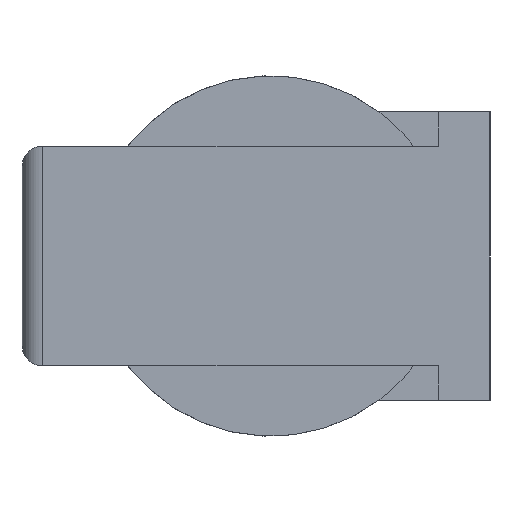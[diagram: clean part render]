
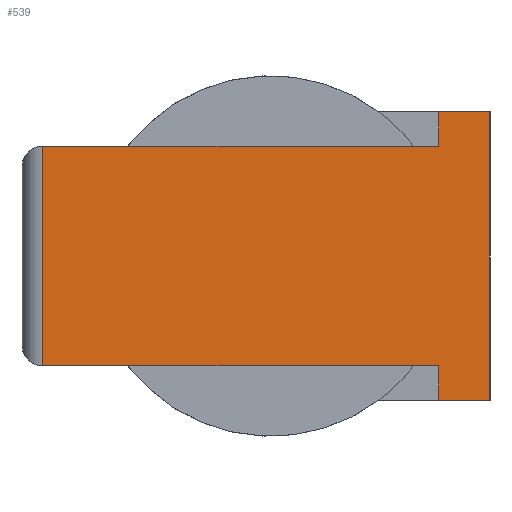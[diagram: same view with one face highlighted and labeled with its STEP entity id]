
A CAD part, left-side view. The second image highlights one B-rep face of the part: STEP entity #539.
In plain terms, the highlighted planar face has unit normal (-1, 0, 0).
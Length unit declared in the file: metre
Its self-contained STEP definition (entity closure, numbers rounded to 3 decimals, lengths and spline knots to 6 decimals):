
#19=PLANE('',#588);
#47=LINE('',#821,#105);
#51=LINE('',#830,#109);
#52=LINE('',#832,#110);
#53=LINE('',#834,#111);
#54=LINE('',#836,#112);
#55=LINE('',#837,#113);
#56=LINE('',#839,#114);
#57=LINE('',#841,#115);
#105=VECTOR('',#654,1.);
#109=VECTOR('',#660,1.);
#110=VECTOR('',#663,1.);
#111=VECTOR('',#664,1.);
#112=VECTOR('',#665,1.);
#113=VECTOR('',#666,1.);
#114=VECTOR('',#667,1.);
#115=VECTOR('',#668,1.);
#171=ORIENTED_EDGE('',*,*,#323,.F.);
#172=ORIENTED_EDGE('',*,*,#324,.T.);
#173=ORIENTED_EDGE('',*,*,#325,.T.);
#174=ORIENTED_EDGE('',*,*,#322,.T.);
#175=ORIENTED_EDGE('',*,*,#326,.T.);
#176=ORIENTED_EDGE('',*,*,#327,.F.);
#177=ORIENTED_EDGE('',*,*,#328,.F.);
#178=ORIENTED_EDGE('',*,*,#318,.T.);
#318=EDGE_CURVE('',#391,#394,#47,.T.);
#322=EDGE_CURVE('',#395,#398,#51,.T.);
#323=EDGE_CURVE('',#399,#394,#52,.T.);
#324=EDGE_CURVE('',#399,#400,#53,.T.);
#325=EDGE_CURVE('',#400,#395,#54,.T.);
#326=EDGE_CURVE('',#398,#401,#55,.T.);
#327=EDGE_CURVE('',#402,#401,#56,.T.);
#328=EDGE_CURVE('',#391,#402,#57,.T.);
#391=VERTEX_POINT('',#815);
#394=VERTEX_POINT('',#820);
#395=VERTEX_POINT('',#824);
#398=VERTEX_POINT('',#829);
#399=VERTEX_POINT('',#833);
#400=VERTEX_POINT('',#835);
#401=VERTEX_POINT('',#838);
#402=VERTEX_POINT('',#840);
#449=EDGE_LOOP('',(#171,#172,#173,#174,#175,#176,#177,#178));
#489=FACE_BOUND('',#449,.T.);
#539=ADVANCED_FACE('',(#489),#19,.F.);
#588=AXIS2_PLACEMENT_3D('',#831,#661,#662);
#654=DIRECTION('',(0.,0.,-1.));
#660=DIRECTION('',(0.,0.,-1.));
#661=DIRECTION('',(1.,0.,0.));
#662=DIRECTION('',(0.,0.,-1.));
#663=DIRECTION('',(0.,-1.,0.));
#664=DIRECTION('',(0.,0.,-1.));
#665=DIRECTION('',(0.,-1.,0.));
#666=DIRECTION('',(0.,-1.,0.));
#667=DIRECTION('',(0.,0.,-1.));
#668=DIRECTION('',(0.,-1.,0.));
#815=CARTESIAN_POINT('',(-0.032447,-0.023021,0.0074));
#820=CARTESIAN_POINT('',(-0.032447,-0.023021,0.0064));
#821=CARTESIAN_POINT('',(-0.032447,-0.023021,0.0074));
#824=CARTESIAN_POINT('',(-0.032447,-0.023021,0.));
#829=CARTESIAN_POINT('',(-0.032447,-0.023021,-0.001));
#830=CARTESIAN_POINT('',(-0.032447,-0.023021,0.0074));
#831=CARTESIAN_POINT('',(-0.032447,-0.016953,0.0064));
#832=CARTESIAN_POINT('',(-0.032447,-0.016953,0.0064));
#833=CARTESIAN_POINT('',(-0.032447,-0.011485,0.0064));
#834=CARTESIAN_POINT('',(-0.032447,-0.011485,0.));
#835=CARTESIAN_POINT('',(-0.032447,-0.011485,0.));
#836=CARTESIAN_POINT('',(-0.032447,-0.016953,0.));
#837=CARTESIAN_POINT('',(-0.032447,-0.023771,-0.001));
#838=CARTESIAN_POINT('',(-0.032447,-0.024521,-0.001));
#839=CARTESIAN_POINT('',(-0.032447,-0.024521,0.0074));
#840=CARTESIAN_POINT('',(-0.032447,-0.024521,0.0074));
#841=CARTESIAN_POINT('',(-0.032447,-0.023771,0.0074));
